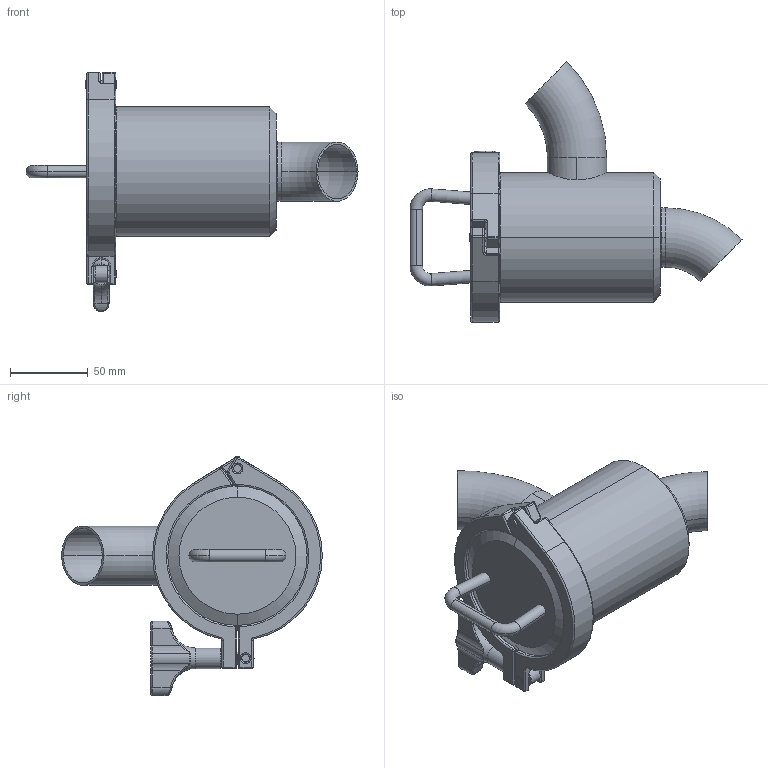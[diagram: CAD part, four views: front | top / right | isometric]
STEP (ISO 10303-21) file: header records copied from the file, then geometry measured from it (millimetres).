
FILE_DESCRIPTION (( 'STEP AP203' ), '1' );
FILE_NAME ('3D_M-7023_DN40_174771030.STEP', '2024-09-17T14:43:46', ( '' ), ( '' ), 'SwSTEP 2.0', 'SolidWorks 2024', '' );
FILE_SCHEMA (( 'CONFIG_CONTROL_DESIGN' ));
Length unit declared in the file: millimetre
Products named in the file (1): 3D_M-7023_DN40_174771030
Bounding box: 212.9 x 167.13 x 153.32 mm (x, y, z)
Volume: 404474.8 mm3; surface area: 207840.5 mm2
Topology: 10 solids, 10 shells, 537 faces, 1171 edges, 689 vertices
Faces by surface type: cylinder 261, plane 109, torus 76, sphere 39, bspline 34, cone 18
Entity records: 16446 total; most frequent: CARTESIAN_POINT 4544, DIRECTION 2737, ORIENTED_EDGE 2284, AXIS2_PLACEMENT_3D 1191, EDGE_CURVE 1142, CIRCLE 687, VERTEX_POINT 684, EDGE_LOOP 618
